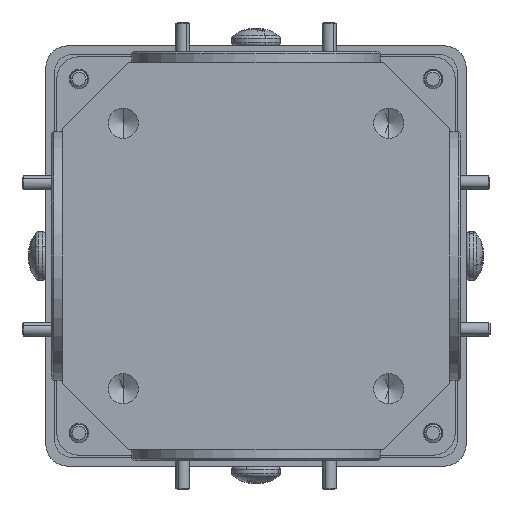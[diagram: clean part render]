
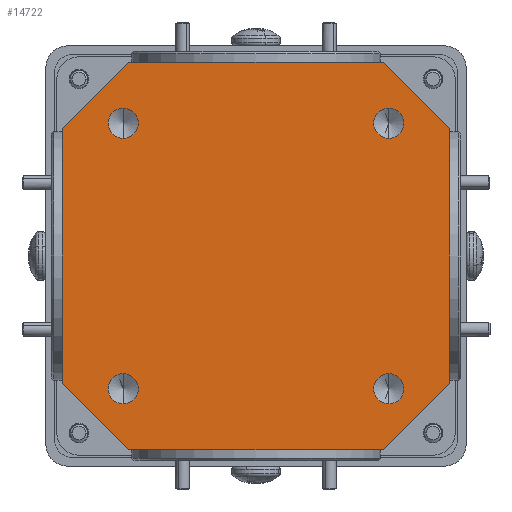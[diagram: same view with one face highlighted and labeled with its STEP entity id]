
A CAD part, front view. The second image highlights one B-rep face of the part: STEP entity #14722.
In plain terms, the highlighted planar face has unit normal (0, -1, 0).
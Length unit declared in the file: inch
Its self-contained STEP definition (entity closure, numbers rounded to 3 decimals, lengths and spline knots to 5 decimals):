
#219 = FACE_BOUND ( 'NONE', #42654, .T. ) ;
#755 = FACE_BOUND ( 'NONE', #10654, .T. ) ;
#1422 = CARTESIAN_POINT ( 'NONE',  ( 0.875, 0., 0.575 ) ) ;
#2284 = CARTESIAN_POINT ( 'NONE',  ( -0.875, 0., 0.575 ) ) ;
#3286 = ORIENTED_EDGE ( 'NONE', *, *, #55168, .F. ) ;
#4142 = DIRECTION ( 'NONE',  ( 0., 0., -1. ) ) ;
#4243 = ORIENTED_EDGE ( 'NONE', *, *, #106487, .F. ) ;
#4298 = EDGE_CURVE ( 'NONE', #27479, #64411, #39079, .T. ) ;
#4305 = VECTOR ( 'NONE', #74529, 39.37008 ) ;
#4505 = VERTEX_POINT ( 'NONE', #22037 ) ;
#4567 = CARTESIAN_POINT ( 'NONE',  ( 0.875, 0., 0.875 ) ) ;
#5035 = CIRCLE ( 'NONE', #51327, 0.068 ) ;
#5051 = ORIENTED_EDGE ( 'NONE', *, *, #64859, .F. ) ;
#6466 = LINE ( 'NONE', #13717, #4305 ) ;
#7161 = DIRECTION ( 'NONE',  ( 0., 0., 1. ) ) ;
#7704 = DIRECTION ( 'NONE',  ( 0., 0., -1. ) ) ;
#8173 = EDGE_CURVE ( 'NONE', #44304, #47165, #5035, .T. ) ;
#10654 = EDGE_LOOP ( 'NONE', ( #60366, #36264 ) ) ;
#10917 = VERTEX_POINT ( 'NONE', #11910 ) ;
#11042 = AXIS2_PLACEMENT_3D ( 'NONE', #98911, #83368, #49860 ) ;
#11910 = CARTESIAN_POINT ( 'NONE',  ( -0.575, 0., 0.875 ) ) ;
#12043 = CARTESIAN_POINT ( 'NONE',  ( -0.875, 0., 0.875 ) ) ;
#13717 = CARTESIAN_POINT ( 'NONE',  ( -0.875, 0., -0.875 ) ) ;
#14722 = ADVANCED_FACE ( 'NONE', ( #43081, #219, #755, #25762, #93324 ), #59858, .T. ) ;
#15576 = DIRECTION ( 'NONE',  ( 0., 0., -1. ) ) ;
#16333 = DIRECTION ( 'NONE',  ( 0., 0., -1. ) ) ;
#16476 = ORIENTED_EDGE ( 'NONE', *, *, #76112, .F. ) ;
#16786 = AXIS2_PLACEMENT_3D ( 'NONE', #53129, #19035, #63657 ) ;
#18860 = ORIENTED_EDGE ( 'NONE', *, *, #97590, .F. ) ;
#19035 = DIRECTION ( 'NONE',  ( 0., -1., 0. ) ) ;
#19505 = DIRECTION ( 'NONE',  ( 0., -1., 0. ) ) ;
#19741 = DIRECTION ( 'NONE',  ( -0.707, 0., 0.707 ) ) ;
#20231 = CIRCLE ( 'NONE', #32794, 0.068 ) ;
#20633 = VERTEX_POINT ( 'NONE', #49885 ) ;
#22037 = CARTESIAN_POINT ( 'NONE',  ( -0.6, 0., -0.532 ) ) ;
#22415 = AXIS2_PLACEMENT_3D ( 'NONE', #96176, #78389, #4142 ) ;
#23533 = VERTEX_POINT ( 'NONE', #90552 ) ;
#25464 = VERTEX_POINT ( 'NONE', #45829 ) ;
#25762 = FACE_BOUND ( 'NONE', #32634, .T. ) ;
#26749 = ORIENTED_EDGE ( 'NONE', *, *, #32510, .T. ) ;
#26753 = DIRECTION ( 'NONE',  ( 0., -1., 0. ) ) ;
#27479 = VERTEX_POINT ( 'NONE', #64120 ) ;
#28004 = CARTESIAN_POINT ( 'NONE',  ( 0.575, 0., -0.875 ) ) ;
#28363 = AXIS2_PLACEMENT_3D ( 'NONE', #41151, #66306, #90885 ) ;
#29651 = AXIS2_PLACEMENT_3D ( 'NONE', #101675, #31565, #16333 ) ;
#30822 = VERTEX_POINT ( 'NONE', #90973 ) ;
#31565 = DIRECTION ( 'NONE',  ( 0., -1., 0. ) ) ;
#31584 = VECTOR ( 'NONE', #7161, 39.37008 ) ;
#32217 = ORIENTED_EDGE ( 'NONE', *, *, #40149, .T. ) ;
#32510 = EDGE_CURVE ( 'NONE', #94053, #45617, #44911, .T. ) ;
#32634 = EDGE_LOOP ( 'NONE', ( #94525, #81835 ) ) ;
#32794 = AXIS2_PLACEMENT_3D ( 'NONE', #45782, #19505, #79864 ) ;
#36264 = ORIENTED_EDGE ( 'NONE', *, *, #56435, .F. ) ;
#37781 = CIRCLE ( 'NONE', #11042, 0.068 ) ;
#39079 = CIRCLE ( 'NONE', #28363, 0.068 ) ;
#40149 = EDGE_CURVE ( 'NONE', #20633, #105848, #57716, .T. ) ;
#41131 = LINE ( 'NONE', #110301, #83171 ) ;
#41151 = CARTESIAN_POINT ( 'NONE',  ( -0.6, 0., 0.6 ) ) ;
#41167 = LINE ( 'NONE', #109229, #31584 ) ;
#42654 = EDGE_LOOP ( 'NONE', ( #97055, #4243 ) ) ;
#43081 = FACE_BOUND ( 'NONE', #69425, .T. ) ;
#44304 = VERTEX_POINT ( 'NONE', #101957 ) ;
#44911 = LINE ( 'NONE', #78961, #50120 ) ;
#45617 = VERTEX_POINT ( 'NONE', #104963 ) ;
#45782 = CARTESIAN_POINT ( 'NONE',  ( 0.6, 0., -0.6 ) ) ;
#45829 = CARTESIAN_POINT ( 'NONE',  ( 0.875, 0., -0.575 ) ) ;
#47165 = VERTEX_POINT ( 'NONE', #81037 ) ;
#47441 = VECTOR ( 'NONE', #107143, 39.37008 ) ;
#49860 = DIRECTION ( 'NONE',  ( 0., 0., -1. ) ) ;
#49885 = CARTESIAN_POINT ( 'NONE',  ( -0.875, 0., -0.575 ) ) ;
#50120 = VECTOR ( 'NONE', #19741, 39.37008 ) ;
#51200 = CIRCLE ( 'NONE', #93940, 0.068 ) ;
#51327 = AXIS2_PLACEMENT_3D ( 'NONE', #58851, #26753, #60839 ) ;
#53129 = CARTESIAN_POINT ( 'NONE',  ( 0.6, 0., 0.6 ) ) ;
#55168 = EDGE_CURVE ( 'NONE', #58226, #105848, #6466, .T. ) ;
#56435 = EDGE_CURVE ( 'NONE', #64411, #27479, #95490, .T. ) ;
#56695 = EDGE_CURVE ( 'NONE', #10917, #85881, #65329, .T. ) ;
#57716 = LINE ( 'NONE', #91708, #90204 ) ;
#58226 = VERTEX_POINT ( 'NONE', #28004 ) ;
#58851 = CARTESIAN_POINT ( 'NONE',  ( 0.6, 0., 0.6 ) ) ;
#59858 = PLANE ( 'NONE',  #29651 ) ;
#60366 = ORIENTED_EDGE ( 'NONE', *, *, #4298, .F. ) ;
#60839 = DIRECTION ( 'NONE',  ( 0., 0., -1. ) ) ;
#61172 = CARTESIAN_POINT ( 'NONE',  ( 0.6, 0., -0.6 ) ) ;
#62035 = DIRECTION ( 'NONE',  ( 0., 0., -1. ) ) ;
#63132 = LINE ( 'NONE', #4567, #95464 ) ;
#63657 = DIRECTION ( 'NONE',  ( 0., 0., -1. ) ) ;
#63976 = EDGE_CURVE ( 'NONE', #47165, #44304, #84514, .T. ) ;
#64120 = CARTESIAN_POINT ( 'NONE',  ( -0.6, 0., 0.532 ) ) ;
#64411 = VERTEX_POINT ( 'NONE', #89800 ) ;
#64859 = EDGE_CURVE ( 'NONE', #94053, #25464, #63132, .T. ) ;
#65329 = LINE ( 'NONE', #72089, #47441 ) ;
#66306 = DIRECTION ( 'NONE',  ( 0., -1., 0. ) ) ;
#69425 = EDGE_LOOP ( 'NONE', ( #18860, #16476 ) ) ;
#72089 = CARTESIAN_POINT ( 'NONE',  ( -0.725, 0., 0.725 ) ) ;
#74256 = EDGE_CURVE ( 'NONE', #58226, #25464, #41131, .T. ) ;
#74312 = EDGE_CURVE ( 'NONE', #10917, #45617, #88486, .T. ) ;
#74529 = DIRECTION ( 'NONE',  ( -1., 0., 0. ) ) ;
#74747 = DIRECTION ( 'NONE',  ( 0., -1., 0. ) ) ;
#75850 = EDGE_CURVE ( 'NONE', #20633, #85881, #41167, .T. ) ;
#76112 = EDGE_CURVE ( 'NONE', #30822, #23533, #51200, .T. ) ;
#77437 = DIRECTION ( 'NONE',  ( 0., -1., 0. ) ) ;
#78389 = DIRECTION ( 'NONE',  ( 0., -1., 0. ) ) ;
#78961 = CARTESIAN_POINT ( 'NONE',  ( 0.725, 0., 0.725 ) ) ;
#79864 = DIRECTION ( 'NONE',  ( 0., 0., -1. ) ) ;
#81037 = CARTESIAN_POINT ( 'NONE',  ( 0.6, 0., 0.532 ) ) ;
#81835 = ORIENTED_EDGE ( 'NONE', *, *, #8173, .F. ) ;
#82129 = ORIENTED_EDGE ( 'NONE', *, *, #74256, .T. ) ;
#82999 = ORIENTED_EDGE ( 'NONE', *, *, #74312, .F. ) ;
#83171 = VECTOR ( 'NONE', #109756, 39.37008 ) ;
#83368 = DIRECTION ( 'NONE',  ( 0., -1., 0. ) ) ;
#84514 = CIRCLE ( 'NONE', #16786, 0.068 ) ;
#84770 = CARTESIAN_POINT ( 'NONE',  ( -0.6, 0., -0.6 ) ) ;
#84995 = VECTOR ( 'NONE', #86847, 39.37008 ) ;
#85881 = VERTEX_POINT ( 'NONE', #2284 ) ;
#86410 = ORIENTED_EDGE ( 'NONE', *, *, #75850, .F. ) ;
#86634 = EDGE_CURVE ( 'NONE', #92503, #4505, #37781, .T. ) ;
#86847 = DIRECTION ( 'NONE',  ( 1., 0., 0. ) ) ;
#88486 = LINE ( 'NONE', #12043, #84995 ) ;
#89656 = DIRECTION ( 'NONE',  ( 0.707, 0., -0.707 ) ) ;
#89800 = CARTESIAN_POINT ( 'NONE',  ( -0.6, 0., 0.668 ) ) ;
#90147 = ORIENTED_EDGE ( 'NONE', *, *, #56695, .T. ) ;
#90204 = VECTOR ( 'NONE', #89656, 39.37008 ) ;
#90552 = CARTESIAN_POINT ( 'NONE',  ( 0.6, 0., -0.668 ) ) ;
#90885 = DIRECTION ( 'NONE',  ( 0., 0., -1. ) ) ;
#90973 = CARTESIAN_POINT ( 'NONE',  ( 0.6, 0., -0.532 ) ) ;
#91127 = EDGE_LOOP ( 'NONE', ( #5051, #26749, #82999, #90147, #86410, #32217, #3286, #82129 ) ) ;
#91708 = CARTESIAN_POINT ( 'NONE',  ( -0.725, 0., -0.725 ) ) ;
#92503 = VERTEX_POINT ( 'NONE', #100542 ) ;
#93324 = FACE_OUTER_BOUND ( 'NONE', #91127, .T. ) ;
#93940 = AXIS2_PLACEMENT_3D ( 'NONE', #61172, #77437, #7704 ) ;
#94053 = VERTEX_POINT ( 'NONE', #1422 ) ;
#94525 = ORIENTED_EDGE ( 'NONE', *, *, #63976, .F. ) ;
#95464 = VECTOR ( 'NONE', #62035, 39.37008 ) ;
#95490 = CIRCLE ( 'NONE', #22415, 0.068 ) ;
#96176 = CARTESIAN_POINT ( 'NONE',  ( -0.6, 0., 0.6 ) ) ;
#97055 = ORIENTED_EDGE ( 'NONE', *, *, #86634, .F. ) ;
#97590 = EDGE_CURVE ( 'NONE', #23533, #30822, #20231, .T. ) ;
#98911 = CARTESIAN_POINT ( 'NONE',  ( -0.6, 0., -0.6 ) ) ;
#99664 = CARTESIAN_POINT ( 'NONE',  ( -0.575, 0., -0.875 ) ) ;
#100542 = CARTESIAN_POINT ( 'NONE',  ( -0.6, 0., -0.668 ) ) ;
#101675 = CARTESIAN_POINT ( 'NONE',  ( 0., 0., 0. ) ) ;
#101957 = CARTESIAN_POINT ( 'NONE',  ( 0.6, 0., 0.668 ) ) ;
#104963 = CARTESIAN_POINT ( 'NONE',  ( 0.575, 0., 0.875 ) ) ;
#105090 = AXIS2_PLACEMENT_3D ( 'NONE', #84770, #74747, #15576 ) ;
#105848 = VERTEX_POINT ( 'NONE', #99664 ) ;
#106487 = EDGE_CURVE ( 'NONE', #4505, #92503, #108729, .T. ) ;
#107143 = DIRECTION ( 'NONE',  ( -0.707, 0., -0.707 ) ) ;
#108729 = CIRCLE ( 'NONE', #105090, 0.068 ) ;
#109229 = CARTESIAN_POINT ( 'NONE',  ( -0.875, 0., 0.875 ) ) ;
#109756 = DIRECTION ( 'NONE',  ( 0.707, 0., 0.707 ) ) ;
#110301 = CARTESIAN_POINT ( 'NONE',  ( 0.725, 0., -0.725 ) ) ;
